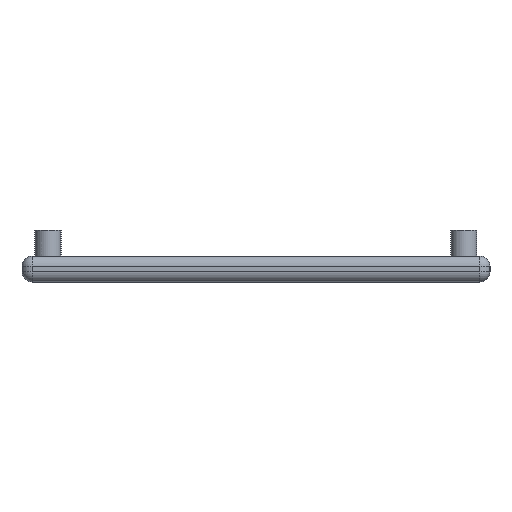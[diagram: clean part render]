
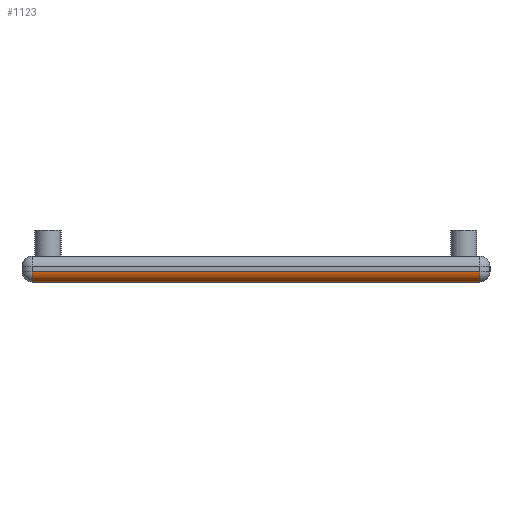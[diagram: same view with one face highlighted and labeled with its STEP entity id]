
A CAD part, left-side view. The second image highlights one B-rep face of the part: STEP entity #1123.
In plain terms, the highlighted cylindrical face has radius 2 mm (diameter 4 mm), a partial arc.
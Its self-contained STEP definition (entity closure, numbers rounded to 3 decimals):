
#143 = VERTEX_POINT('',#144);
#144 = CARTESIAN_POINT('',(-95.,-43.,2.));
#159 = SPHERICAL_SURFACE('',#160,2.);
#160 = AXIS2_PLACEMENT_3D('',#161,#162,#163);
#161 = CARTESIAN_POINT('',(-93.,-43.,2.));
#162 = DIRECTION('',(0.,0.,1.));
#163 = DIRECTION('',(0.,-1.,0.));
#187 = PLANE('',#188);
#188 = AXIS2_PLACEMENT_3D('',#189,#190,#191);
#189 = CARTESIAN_POINT('',(-95.,45.,0.));
#190 = DIRECTION('',(1.,0.,-0.));
#191 = DIRECTION('',(0.,-1.,0.));
#230 = VERTEX_POINT('',#231);
#231 = CARTESIAN_POINT('',(-93.,-43.,0.));
#267 = PLANE('',#268);
#268 = AXIS2_PLACEMENT_3D('',#269,#270,#271);
#269 = CARTESIAN_POINT('',(0.,0.,0.));
#270 = DIRECTION('',(0.,0.,1.));
#271 = DIRECTION('',(1.,0.,-0.));
#466 = EDGE_CURVE('',#230,#143,#467,.T.);
#467 = SURFACE_CURVE('',#468,(#473,#479),.PCURVE_S1.);
#468 = CIRCLE('',#469,2.);
#469 = AXIS2_PLACEMENT_3D('',#470,#471,#472);
#470 = CARTESIAN_POINT('',(-93.,-43.,2.));
#471 = DIRECTION('',(0.,1.,0.));
#472 = DIRECTION('',(-1.,0.,0.));
#473 = PCURVE('',#159,#474);
#474 = DEFINITIONAL_REPRESENTATION('',(#475),#478);
#475 = B_SPLINE_CURVE_WITH_KNOTS('',1,(#476,#477),.UNSPECIFIED.,.F.,.F.,
  (2,2),(4.712,6.283),.PIECEWISE_BEZIER_KNOTS.);
#476 = CARTESIAN_POINT('',(-1.571,-1.571));
#477 = CARTESIAN_POINT('',(-1.571,0.));
#478 = ( GEOMETRIC_REPRESENTATION_CONTEXT(2) 
PARAMETRIC_REPRESENTATION_CONTEXT() REPRESENTATION_CONTEXT('2D SPACE',''
  ) );
#479 = PCURVE('',#480,#485);
#480 = CYLINDRICAL_SURFACE('',#481,2.);
#481 = AXIS2_PLACEMENT_3D('',#482,#483,#484);
#482 = CARTESIAN_POINT('',(-93.,45.,2.));
#483 = DIRECTION('',(0.,-1.,0.));
#484 = DIRECTION('',(-1.,-0.,0.));
#485 = DEFINITIONAL_REPRESENTATION('',(#486),#489);
#486 = B_SPLINE_CURVE_WITH_KNOTS('',1,(#487,#488),.UNSPECIFIED.,.F.,.F.,
  (2,2),(4.712,6.283),.PIECEWISE_BEZIER_KNOTS.);
#487 = CARTESIAN_POINT('',(1.571,88.));
#488 = CARTESIAN_POINT('',(0.,88.));
#489 = ( GEOMETRIC_REPRESENTATION_CONTEXT(2) 
PARAMETRIC_REPRESENTATION_CONTEXT() REPRESENTATION_CONTEXT('2D SPACE',''
  ) );
#526 = EDGE_CURVE('',#527,#143,#529,.T.);
#527 = VERTEX_POINT('',#528);
#528 = CARTESIAN_POINT('',(-95.,43.,2.));
#529 = SURFACE_CURVE('',#530,(#534,#541),.PCURVE_S1.);
#530 = LINE('',#531,#532);
#531 = CARTESIAN_POINT('',(-95.,45.,2.));
#532 = VECTOR('',#533,1.);
#533 = DIRECTION('',(0.,-1.,0.));
#534 = PCURVE('',#187,#535);
#535 = DEFINITIONAL_REPRESENTATION('',(#536),#540);
#536 = LINE('',#537,#538);
#537 = CARTESIAN_POINT('',(0.,-2.));
#538 = VECTOR('',#539,1.);
#539 = DIRECTION('',(1.,0.));
#540 = ( GEOMETRIC_REPRESENTATION_CONTEXT(2) 
PARAMETRIC_REPRESENTATION_CONTEXT() REPRESENTATION_CONTEXT('2D SPACE',''
  ) );
#541 = PCURVE('',#480,#542);
#542 = DEFINITIONAL_REPRESENTATION('',(#543),#547);
#543 = LINE('',#544,#545);
#544 = CARTESIAN_POINT('',(0.,0.));
#545 = VECTOR('',#546,1.);
#546 = DIRECTION('',(0.,1.));
#547 = ( GEOMETRIC_REPRESENTATION_CONTEXT(2) 
PARAMETRIC_REPRESENTATION_CONTEXT() REPRESENTATION_CONTEXT('2D SPACE',''
  ) );
#631 = VERTEX_POINT('',#632);
#632 = CARTESIAN_POINT('',(-93.,43.,0.));
#658 = EDGE_CURVE('',#631,#230,#659,.T.);
#659 = SURFACE_CURVE('',#660,(#664,#671),.PCURVE_S1.);
#660 = LINE('',#661,#662);
#661 = CARTESIAN_POINT('',(-93.,45.,0.));
#662 = VECTOR('',#663,1.);
#663 = DIRECTION('',(0.,-1.,0.));
#664 = PCURVE('',#267,#665);
#665 = DEFINITIONAL_REPRESENTATION('',(#666),#670);
#666 = LINE('',#667,#668);
#667 = CARTESIAN_POINT('',(-93.,45.));
#668 = VECTOR('',#669,1.);
#669 = DIRECTION('',(0.,-1.));
#670 = ( GEOMETRIC_REPRESENTATION_CONTEXT(2) 
PARAMETRIC_REPRESENTATION_CONTEXT() REPRESENTATION_CONTEXT('2D SPACE',''
  ) );
#671 = PCURVE('',#480,#672);
#672 = DEFINITIONAL_REPRESENTATION('',(#673),#677);
#673 = LINE('',#674,#675);
#674 = CARTESIAN_POINT('',(1.571,0.));
#675 = VECTOR('',#676,1.);
#676 = DIRECTION('',(0.,1.));
#677 = ( GEOMETRIC_REPRESENTATION_CONTEXT(2) 
PARAMETRIC_REPRESENTATION_CONTEXT() REPRESENTATION_CONTEXT('2D SPACE',''
  ) );
#1123 = ADVANCED_FACE('',(#1124),#480,.T.);
#1124 = FACE_BOUND('',#1125,.T.);
#1125 = EDGE_LOOP('',(#1126,#1151,#1152,#1153));
#1126 = ORIENTED_EDGE('',*,*,#1127,.F.);
#1127 = EDGE_CURVE('',#631,#527,#1128,.T.);
#1128 = SURFACE_CURVE('',#1129,(#1134,#1140),.PCURVE_S1.);
#1129 = CIRCLE('',#1130,2.);
#1130 = AXIS2_PLACEMENT_3D('',#1131,#1132,#1133);
#1131 = CARTESIAN_POINT('',(-93.,43.,2.));
#1132 = DIRECTION('',(0.,1.,-0.));
#1133 = DIRECTION('',(-1.,0.,0.));
#1134 = PCURVE('',#480,#1135);
#1135 = DEFINITIONAL_REPRESENTATION('',(#1136),#1139);
#1136 = B_SPLINE_CURVE_WITH_KNOTS('',1,(#1137,#1138),.UNSPECIFIED.,.F.,
  .F.,(2,2),(4.712,6.283),.PIECEWISE_BEZIER_KNOTS.);
#1137 = CARTESIAN_POINT('',(1.571,2.));
#1138 = CARTESIAN_POINT('',(0.,2.));
#1139 = ( GEOMETRIC_REPRESENTATION_CONTEXT(2) 
PARAMETRIC_REPRESENTATION_CONTEXT() REPRESENTATION_CONTEXT('2D SPACE',''
  ) );
#1140 = PCURVE('',#1141,#1146);
#1141 = SPHERICAL_SURFACE('',#1142,2.);
#1142 = AXIS2_PLACEMENT_3D('',#1143,#1144,#1145);
#1143 = CARTESIAN_POINT('',(-93.,43.,2.));
#1144 = DIRECTION('',(0.,0.,1.));
#1145 = DIRECTION('',(0.,1.,-0.));
#1146 = DEFINITIONAL_REPRESENTATION('',(#1147),#1150);
#1147 = B_SPLINE_CURVE_WITH_KNOTS('',1,(#1148,#1149),.UNSPECIFIED.,.F.,
  .F.,(2,2),(4.712,6.283),.PIECEWISE_BEZIER_KNOTS.);
#1148 = CARTESIAN_POINT('',(1.571,-1.571));
#1149 = CARTESIAN_POINT('',(1.571,0.));
#1150 = ( GEOMETRIC_REPRESENTATION_CONTEXT(2) 
PARAMETRIC_REPRESENTATION_CONTEXT() REPRESENTATION_CONTEXT('2D SPACE',''
  ) );
#1151 = ORIENTED_EDGE('',*,*,#658,.T.);
#1152 = ORIENTED_EDGE('',*,*,#466,.T.);
#1153 = ORIENTED_EDGE('',*,*,#526,.F.);
